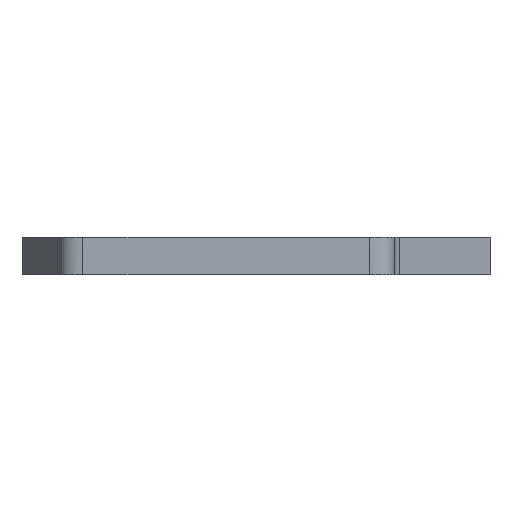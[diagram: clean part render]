
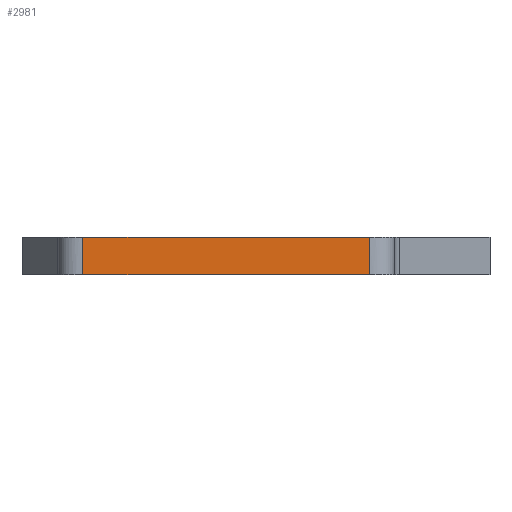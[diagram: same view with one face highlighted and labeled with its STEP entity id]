
A CAD part, left-side view. The second image highlights one B-rep face of the part: STEP entity #2981.
In plain terms, the highlighted planar face has unit normal (-1, 0, 0).
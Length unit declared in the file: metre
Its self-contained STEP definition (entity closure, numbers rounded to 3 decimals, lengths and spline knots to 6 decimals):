
#120=B_SPLINE_CURVE_WITH_KNOTS('',3,(#4294,#4295,#4296,#4297),
 .UNSPECIFIED.,.F.,.F.,(4,4),(0.,1.),.UNSPECIFIED.);
#121=B_SPLINE_CURVE_WITH_KNOTS('',3,(#4301,#4302,#4303,#4304),
 .UNSPECIFIED.,.F.,.F.,(4,4),(0.,1.),.UNSPECIFIED.);
#349=ORIENTED_EDGE('',*,*,#1255,.F.);
#350=ORIENTED_EDGE('',*,*,#1256,.T.);
#351=ORIENTED_EDGE('',*,*,#1257,.T.);
#352=ORIENTED_EDGE('',*,*,#1258,.T.);
#1255=EDGE_CURVE('',#1705,#1706,#1965,.T.);
#1256=EDGE_CURVE('',#1705,#1707,#120,.T.);
#1257=EDGE_CURVE('',#1707,#1708,#1966,.T.);
#1258=EDGE_CURVE('',#1708,#1706,#121,.T.);
#1705=VERTEX_POINT('',#4292);
#1706=VERTEX_POINT('',#4293);
#1707=VERTEX_POINT('',#4298);
#1708=VERTEX_POINT('',#4300);
#1965=LINE('',#4291,#2305);
#1966=LINE('',#4299,#2306);
#2305=VECTOR('',#3411,1.);
#2306=VECTOR('',#3412,1.);
#2547=EDGE_LOOP('',(#349,#350,#351,#352));
#2713=FACE_BOUND('',#2547,.T.);
#2874=PLANE('',#3159);
#2981=ADVANCED_FACE('',(#2713),#2874,.T.);
#3159=AXIS2_PLACEMENT_3D('',#4290,#3409,#3410);
#3409=DIRECTION('',(-1.,0.,0.));
#3410=DIRECTION('',(0.,0.,1.));
#3411=DIRECTION('',(0.,1.,0.));
#3412=DIRECTION('',(0.,1.,0.));
#4290=CARTESIAN_POINT('',(-0.072055,0.036627,0.0075));
#4291=CARTESIAN_POINT('',(-0.072055,0.036627,0.));
#4292=CARTESIAN_POINT('',(-0.072055,-0.022887,0.));
#4293=CARTESIAN_POINT('',(-0.072055,0.034127,0.));
#4294=CARTESIAN_POINT('',(-0.072055,-0.022887,0.));
#4295=CARTESIAN_POINT('',(-0.072055,-0.022887,0.0025));
#4296=CARTESIAN_POINT('',(-0.072055,-0.022887,0.005));
#4297=CARTESIAN_POINT('',(-0.072055,-0.022887,0.0075));
#4298=CARTESIAN_POINT('',(-0.072055,-0.022887,0.0075));
#4299=CARTESIAN_POINT('',(-0.072055,0.036627,0.0075));
#4300=CARTESIAN_POINT('',(-0.072055,0.034127,0.0075));
#4301=CARTESIAN_POINT('',(-0.072055,0.034127,0.0075));
#4302=CARTESIAN_POINT('',(-0.072055,0.034127,0.005));
#4303=CARTESIAN_POINT('',(-0.072055,0.034127,0.0025));
#4304=CARTESIAN_POINT('',(-0.072055,0.034127,0.));
